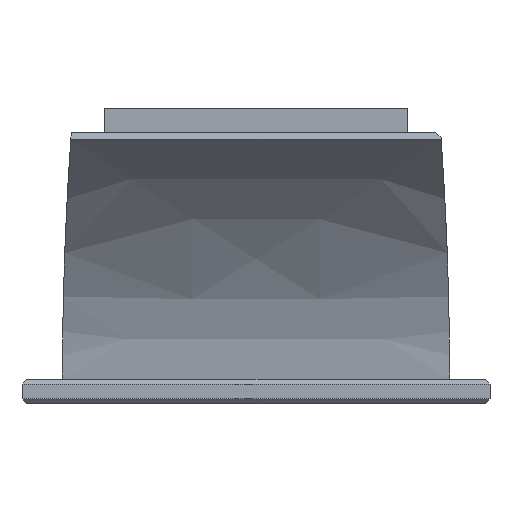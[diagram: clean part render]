
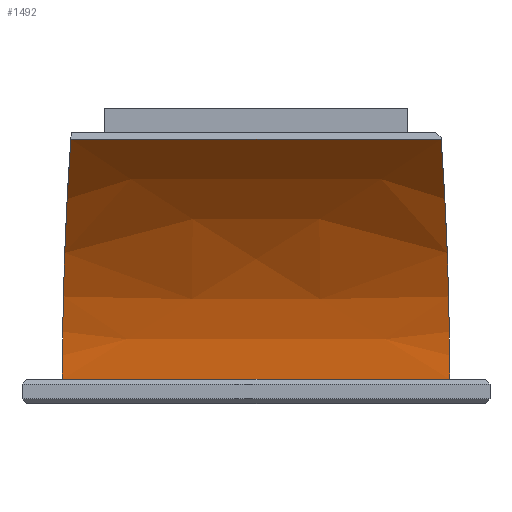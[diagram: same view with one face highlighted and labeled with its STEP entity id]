
A CAD part, front view. The second image highlights one B-rep face of the part: STEP entity #1492.
In plain terms, the highlighted free-form (B-spline) face has degree [3, 3] with [4, 4] control points.
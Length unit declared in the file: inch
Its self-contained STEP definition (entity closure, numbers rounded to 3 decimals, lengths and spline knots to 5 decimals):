
#33=B_SPLINE_SURFACE_WITH_KNOTS('',3,3,((#2622,#2623,#2624,#2625),(#2626,
#2627,#2628,#2629),(#2630,#2631,#2632,#2633),(#2634,#2635,#2636,#2637)),
 .UNSPECIFIED.,.F.,.F.,.F.,(4,4),(4,4),(0.,1.),(0.02545,1.),
 .UNSPECIFIED.);
#68=B_SPLINE_CURVE_WITH_KNOTS('',3,(#1983,#1984,#1985,#1986),
 .UNSPECIFIED.,.F.,.F.,(4,4),(0.,1.),.UNSPECIFIED.);
#80=B_SPLINE_CURVE_WITH_KNOTS('',3,(#2196,#2197,#2198,#2199),
 .UNSPECIFIED.,.F.,.F.,(4,4),(0.02545,1.),.UNSPECIFIED.);
#82=B_SPLINE_CURVE_WITH_KNOTS('',3,(#2221,#2222,#2223,#2224),
 .UNSPECIFIED.,.F.,.F.,(4,4),(-9.53649,0.01149),
 .UNSPECIFIED.);
#105=B_SPLINE_CURVE_WITH_KNOTS('',3,(#2618,#2619,#2620,#2621),
 .UNSPECIFIED.,.F.,.F.,(4,4),(0.02545,1.),.UNSPECIFIED.);
#179=FACE_OUTER_BOUND('',#278,.T.);
#278=EDGE_LOOP('',(#1315,#1316,#1317,#1318));
#607=VERTEX_POINT('',#1977);
#608=VERTEX_POINT('',#1982);
#662=VERTEX_POINT('',#2195);
#663=VERTEX_POINT('',#2220);
#747=EDGE_CURVE('',#607,#608,#68,.T.);
#811=EDGE_CURVE('',#662,#608,#80,.T.);
#813=EDGE_CURVE('',#662,#663,#82,.T.);
#928=EDGE_CURVE('',#663,#607,#105,.T.);
#1315=ORIENTED_EDGE('',*,*,#813,.F.);
#1316=ORIENTED_EDGE('',*,*,#811,.T.);
#1317=ORIENTED_EDGE('',*,*,#747,.F.);
#1318=ORIENTED_EDGE('',*,*,#928,.F.);
#1492=ADVANCED_FACE('',(#179),#33,.T.);
#1977=CARTESIAN_POINT('',(1.965,-1.965,0.));
#1982=CARTESIAN_POINT('',(-1.965,-1.965,0.));
#1983=CARTESIAN_POINT('Ctrl Pts',(1.965,-1.965,0.));
#1984=CARTESIAN_POINT('Ctrl Pts',(0.655,-1.965,0.));
#1985=CARTESIAN_POINT('Ctrl Pts',(-0.655,-1.965,
0.));
#1986=CARTESIAN_POINT('Ctrl Pts',(-1.965,-1.965,0.));
#2195=CARTESIAN_POINT('',(-1.87952,-3.42286,2.43637));
#2196=CARTESIAN_POINT('Ctrl Pts',(-1.87952,-3.42286,2.43637));
#2197=CARTESIAN_POINT('Ctrl Pts',(-1.93651,-2.45095,1.62425));
#2198=CARTESIAN_POINT('Ctrl Pts',(-1.965,-1.965,0.81212));
#2199=CARTESIAN_POINT('Ctrl Pts',(-1.965,-1.965,0.));
#2220=CARTESIAN_POINT('',(1.87952,-3.42286,2.43637));
#2221=CARTESIAN_POINT('Ctrl Pts',(-1.87952,-3.42286,2.43637));
#2222=CARTESIAN_POINT('Ctrl Pts',(-0.62651,-3.42286,2.43637));
#2223=CARTESIAN_POINT('Ctrl Pts',(0.62651,-3.42286,2.43637));
#2224=CARTESIAN_POINT('Ctrl Pts',(1.87952,-3.42286,2.43637));
#2618=CARTESIAN_POINT('Ctrl Pts',(1.87952,-3.42286,2.43637));
#2619=CARTESIAN_POINT('Ctrl Pts',(1.93651,-2.45095,1.62425));
#2620=CARTESIAN_POINT('Ctrl Pts',(1.965,-1.965,0.81212));
#2621=CARTESIAN_POINT('Ctrl Pts',(1.965,-1.965,0.));
#2622=CARTESIAN_POINT('Ctrl Pts',(1.87952,-3.42286,2.43637));
#2623=CARTESIAN_POINT('Ctrl Pts',(1.93651,-2.45095,1.62425));
#2624=CARTESIAN_POINT('Ctrl Pts',(1.965,-1.965,0.81212));
#2625=CARTESIAN_POINT('Ctrl Pts',(1.965,-1.965,0.));
#2626=CARTESIAN_POINT('Ctrl Pts',(0.62651,-3.42286,2.43637));
#2627=CARTESIAN_POINT('Ctrl Pts',(0.6455,-2.45095,1.62425));
#2628=CARTESIAN_POINT('Ctrl Pts',(0.655,-1.965,0.81212));
#2629=CARTESIAN_POINT('Ctrl Pts',(0.655,-1.965,0.));
#2630=CARTESIAN_POINT('Ctrl Pts',(-0.62651,-3.42286,2.43637));
#2631=CARTESIAN_POINT('Ctrl Pts',(-0.6455,-2.45095,
1.62425));
#2632=CARTESIAN_POINT('Ctrl Pts',(-0.655,-1.965,
0.81212));
#2633=CARTESIAN_POINT('Ctrl Pts',(-0.655,-1.965,
0.));
#2634=CARTESIAN_POINT('Ctrl Pts',(-1.87952,-3.42286,2.43637));
#2635=CARTESIAN_POINT('Ctrl Pts',(-1.93651,-2.45095,1.62425));
#2636=CARTESIAN_POINT('Ctrl Pts',(-1.965,-1.965,0.81212));
#2637=CARTESIAN_POINT('Ctrl Pts',(-1.965,-1.965,0.));
